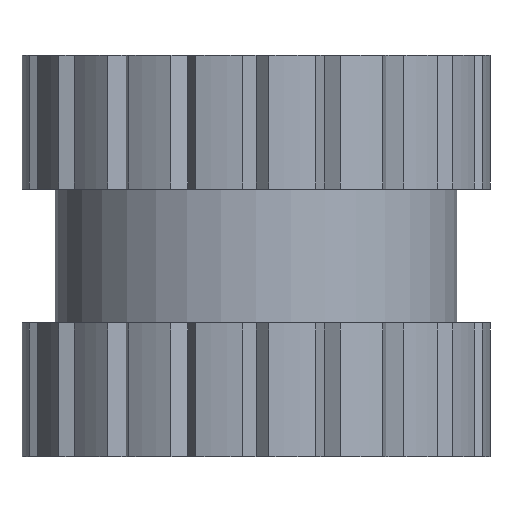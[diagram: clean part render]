
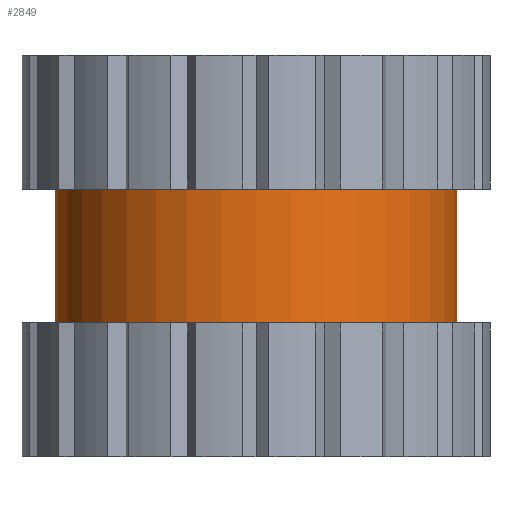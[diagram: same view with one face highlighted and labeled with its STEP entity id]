
A CAD part, front view. The second image highlights one B-rep face of the part: STEP entity #2849.
In plain terms, the highlighted cylindrical face has radius 3 mm (diameter 6 mm), a full revolution.
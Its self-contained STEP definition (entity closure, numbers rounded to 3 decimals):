
#243=FACE_OUTER_BOUND('',#390,.T.);
#390=EDGE_LOOP('',(#2539,#2540,#2541,#2542));
#421=CIRCLE('',#2989,3.);
#482=CIRCLE('',#3092,3.);
#816=LINE('',#5266,#1112);
#1112=VECTOR('',#3844,3.);
#1391=VERTEX_POINT('',#4986);
#1392=VERTEX_POINT('',#5263);
#1742=EDGE_CURVE('',#1391,#1391,#421,.T.);
#1805=EDGE_CURVE('',#1392,#1392,#482,.T.);
#1806=EDGE_CURVE('',#1392,#1391,#816,.T.);
#2539=ORIENTED_EDGE('',*,*,#1805,.F.);
#2540=ORIENTED_EDGE('',*,*,#1806,.T.);
#2541=ORIENTED_EDGE('',*,*,#1742,.T.);
#2542=ORIENTED_EDGE('',*,*,#1806,.F.);
#2708=CYLINDRICAL_SURFACE('',#3093,3.);
#2849=ADVANCED_FACE('',(#243),#2708,.T.);
#2989=AXIS2_PLACEMENT_3D('',#4987,#3634,#3635);
#3092=AXIS2_PLACEMENT_3D('',#5264,#3840,#3841);
#3093=AXIS2_PLACEMENT_3D('',#5265,#3842,#3843);
#3634=DIRECTION('center_axis',(0.,0.,1.));
#3635=DIRECTION('ref_axis',(1.,0.,0.));
#3840=DIRECTION('center_axis',(0.,0.,1.));
#3841=DIRECTION('ref_axis',(1.,0.,0.));
#3842=DIRECTION('center_axis',(0.,0.,-1.));
#3843=DIRECTION('ref_axis',(1.,0.,0.));
#3844=DIRECTION('',(0.,0.,-1.));
#4986=CARTESIAN_POINT('',(-3.,0.,-4.));
#4987=CARTESIAN_POINT('Origin',(0.,0.,-4.));
#5263=CARTESIAN_POINT('',(-3.,0.,-2.));
#5264=CARTESIAN_POINT('Origin',(0.,0.,-2.));
#5265=CARTESIAN_POINT('Origin',(0.,0.,0.));
#5266=CARTESIAN_POINT('',(-3.,0.,0.));
